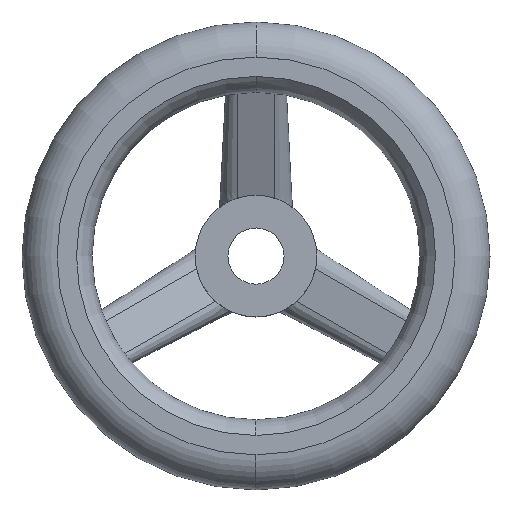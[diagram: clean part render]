
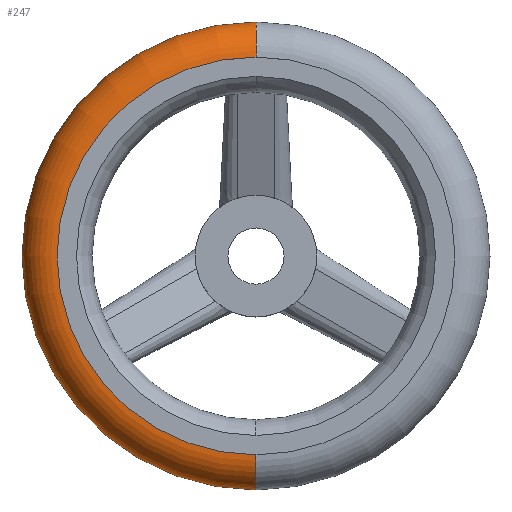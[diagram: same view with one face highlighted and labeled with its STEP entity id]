
A CAD part, top view. The second image highlights one B-rep face of the part: STEP entity #247.
In plain terms, the highlighted toroidal (fillet/blend) face has major radius 42.5 mm and minor radius 7.5 mm.
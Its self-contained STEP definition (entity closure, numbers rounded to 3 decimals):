
#213=EDGE_CURVE('',#359,#299,#574,.T.);
#247=ADVANCED_FACE('',(#612),#613,.T.);
#249=EDGE_CURVE('',#427,#327,#615,.T.);
#289=EDGE_CURVE('',#359,#327,#660,.T.);
#299=VERTEX_POINT('',#672);
#327=VERTEX_POINT('',#706);
#359=VERTEX_POINT('',#743);
#425=EDGE_CURVE('',#427,#299,#817,.T.);
#427=VERTEX_POINT('',#819);
#574=CIRCLE('',#968,7.5);
#612=FACE_OUTER_BOUND('',#1018,.T.);
#613=TOROIDAL_SURFACE('',#1019,42.5,7.5);
#615=CIRCLE('',#1022,7.5);
#660=CIRCLE('',#1144,50.0);
#672=CARTESIAN_POINT('',(0.,42.5,33.0));
#706=CARTESIAN_POINT('',(0.,-50.0,25.5));
#743=CARTESIAN_POINT('',(0.,50.,25.5));
#817=CIRCLE('',#1534,42.5);
#819=CARTESIAN_POINT('',(0.,-42.5,33.0));
#968=AXIS2_PLACEMENT_3D('',#1852,#1853,#1854);
#1018=EDGE_LOOP('',(#1893,#1894,#1895,#1896));
#1019=AXIS2_PLACEMENT_3D('',#1897,#1898,#1899);
#1022=AXIS2_PLACEMENT_3D('',#1900,#1901,#1902);
#1144=AXIS2_PLACEMENT_3D('',#1967,#1968,#1969);
#1534=AXIS2_PLACEMENT_3D('',#2166,#2167,#2168);
#1852=CARTESIAN_POINT('',(0.,42.5,25.5));
#1853=DIRECTION('',(1.0,0.,0.));
#1854=DIRECTION('',(0.,1.0,0.));
#1893=ORIENTED_EDGE('',*,*,#289,.T.);
#1894=ORIENTED_EDGE('',*,*,#249,.F.);
#1895=ORIENTED_EDGE('',*,*,#425,.T.);
#1896=ORIENTED_EDGE('',*,*,#213,.F.);
#1897=CARTESIAN_POINT('',(0.,0.,25.5));
#1898=DIRECTION('',(0.,0.,1.0));
#1899=DIRECTION('',(0.,1.0,0.0));
#1900=CARTESIAN_POINT('',(0.,-42.5,25.5));
#1901=DIRECTION('',(1.0,0.,0.));
#1902=DIRECTION('',(0.,-1.0,0.));
#1967=CARTESIAN_POINT('',(0.,0.,25.5));
#1968=DIRECTION('',(0.,0.,1.0));
#1969=DIRECTION('',(1.0,0.0,0.));
#2166=CARTESIAN_POINT('',(0.,0.,33.0));
#2167=DIRECTION('',(0.,0.,-1.0));
#2168=DIRECTION('',(0.,1.0,0.));
